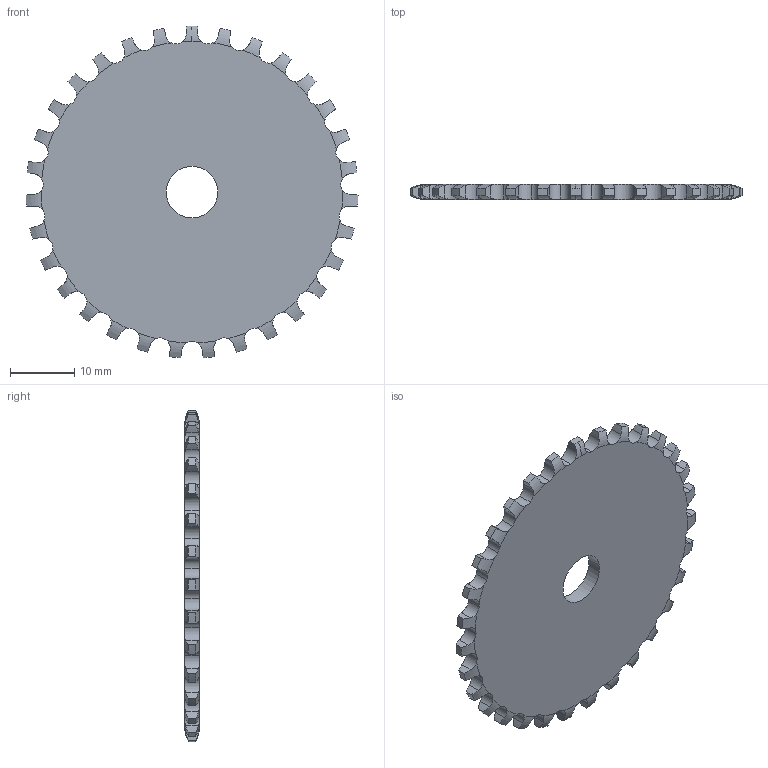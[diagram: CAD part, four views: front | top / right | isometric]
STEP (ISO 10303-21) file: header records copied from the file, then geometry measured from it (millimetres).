
FILE_DESCRIPTION(('FreeCAD Model'),'2;1');
FILE_NAME('Open CASCADE Shape Model','2021-12-27T16:32:39',('FreeCAD'),( 'FreeCAD'),'Open CASCADE STEP processor 7.4','FreeCAD','Unknown');
FILE_SCHEMA(('AUTOMOTIVE_DESIGN { 1 0 10303 214 1 1 1 1 }'));
Length unit declared in the file: millimetre
Products named in the file (1): Open CASCADE STEP translator 7.4 110
Bounding box: 51.49 x 2.3 x 51.44 mm (x, y, z)
Volume: 4093.2 mm3; surface area: 4172.1 mm2
Topology: 1 solids, 1 shells, 222 faces, 722 edges, 502 vertices
Faces by surface type: cylinder 156, revolution 64, plane 2
Full cylindrical faces by diameter (mm): 8 x1
Entity records: 26381 total; most frequent: CARTESIAN_POINT 13389, DIRECTION 2123, ORIENTED_EDGE 1444, PCURVE 1444, DEFINITIONAL_REPRESENTATION 1444, LINE 852, VECTOR 852, B_SPLINE_CURVE_WITH_KNOTS 744
